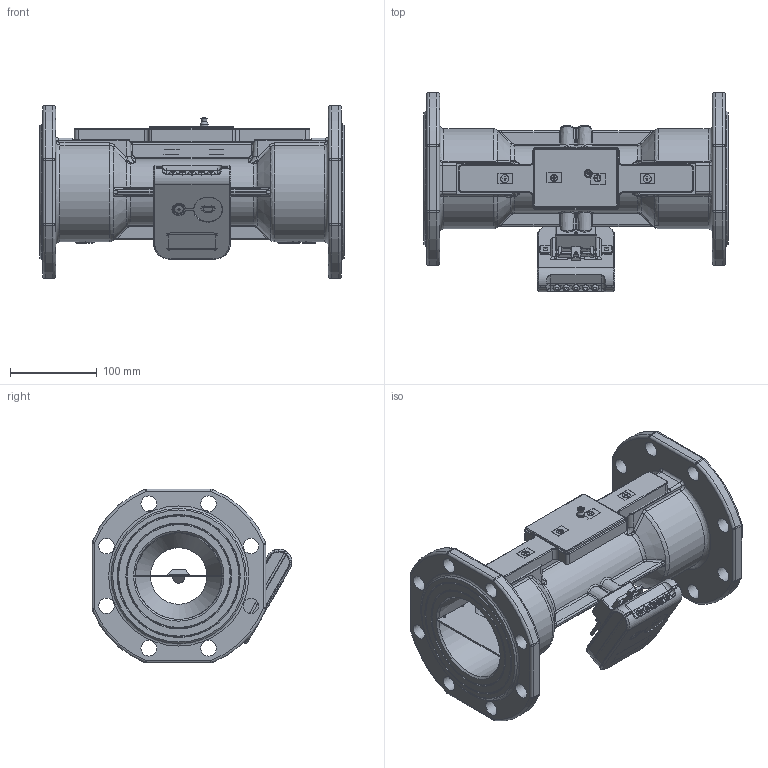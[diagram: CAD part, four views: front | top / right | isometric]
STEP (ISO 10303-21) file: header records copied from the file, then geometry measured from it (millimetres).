
FILE_DESCRIPTION((''),'2;1');
FILE_NAME('CALCOSONIC E-3; DN100.stp','2019-01-15T09:40:47',('Administrator'),(''),'Autodesk Inventor 2009','Autodesk Inventor 2009','');
FILE_SCHEMA(('AUTOMOTIVE_DESIGN { 1 0 10303 214 1 1 1 1 }'));
Length unit declared in the file: millimetre
Products named in the file (38): CALCOSONIC E-3; DN100; Laidas nuo UT-9 keitikliu_110-02; Ruožas su keitikliais L350; DN100; PN2,5-; Korpusas DN100; PN2.5; Keitiklis M2; Protektorius M2; Epoksidas-2; Keramika ; Suderinimo sluoksnis D-16_3; Elektrinis kontaktas; Kontaktas; Laidas; Kontaktinis laidas; Demferis-Ketron_dabartinis; Veržlė-2-M1; Guminis žiedas 13x1.25; Veidrodėlis štamp D100-2; Gaubtas SDU DN80-02; Dangtelis-lietas DN50-02; Ivado sandariklis-1; Garantinis lipdukas (17x12); Savisriegis paslepta g.3.5x13; Sraigtas pasl. g. M5 x 20; juodas anodavimas; Laikiklis; HEAT3_El_Blokas_be SMP; HEAT3_Base_V3.2_N11.0001.02.00; HEAT3_Holder_V3.2_N11.0001.03.00-03(Default); M12_Poverzle_DIN 125(MIN dimension); HEAT3_TOP_ASM_V3.33_N11.0001.01.00-04.SB; HEAT3_TOP_WINDOW_V3.2_N11.0001.01.03-03; HEAT3_TOP_WINDOW_V3.2_N11.0001.01.03-03_1; HEAT3_TOP_WINDOW_V3.2_N11.0001.01.03-03_2; HEAT3_TOP_WINDOW_V3.2_N11.0001.01.03-03_3; HEAT3_TOP_V3.33_N11.0001.01.01-05(Default); HEAT3_TOP_TPE_V3.33_N11.0001.01.02-04; HEAT3_TOP_TPE_V3.33_N11.0001.01.02-04_1; HEAT3_TOP_TPE_V3.33_N11.0001.01.02-04_2; HEAT3_TOP_TPE_V3.33_N11.0001.01.02-04_3
Assembly tree (51 placements, depth 5):
  CALCOSONIC E-3; DN100
    Laidas nuo UT-9 keitikliu_110-02
    Ruožas su keitikliais L350; DN100; PN2,5-
      Korpusas DN100; PN2.5
      Keitiklis M2  x2
        Protektorius M2
        Epoksidas-2
        Keramika 
        Suderinimo sluoksnis D-16_3
        Elektrinis kontaktas
          Kontaktas
          Laidas
        Kontaktinis laidas
        Demferis-Ketron_dabartinis
      Veržlė-2-M1  x2
      Guminis žiedas 13x1.25  x2
      Veidrodėlis štamp D100-2  x2
      Gaubtas SDU DN80-02
      Dangtelis-lietas DN50-02
      Ivado sandariklis-1
      Garantinis lipdukas (17x12)  x4
      Savisriegis paslepta g.3.5x13  x2
      Sraigtas pasl. g. M5 x 20; juodas anodavimas  x2
      Laikiklis
    HEAT3_El_Blokas_be SMP
      HEAT3_Base_V3.2_N11.0001.02.00
      HEAT3_Holder_V3.2_N11.0001.03.00-03(Default)
      M12_Poverzle_DIN 125(MIN dimension)
      HEAT3_TOP_ASM_V3.33_N11.0001.01.00-04.SB
        HEAT3_TOP_WINDOW_V3.2_N11.0001.01.03-03
        HEAT3_TOP_WINDOW_V3.2_N11.0001.01.03-03_1
        HEAT3_TOP_WINDOW_V3.2_N11.0001.01.03-03_2
        HEAT3_TOP_WINDOW_V3.2_N11.0001.01.03-03_3
        HEAT3_TOP_V3.33_N11.0001.01.01-05(Default)
        HEAT3_TOP_TPE_V3.33_N11.0001.01.02-04
        HEAT3_TOP_TPE_V3.33_N11.0001.01.02-04_1
        HEAT3_TOP_TPE_V3.33_N11.0001.01.02-04_2
        HEAT3_TOP_TPE_V3.33_N11.0001.01.02-04_3
    Garantinis lipdukas (17x12)  x4
Bounding box: 350 x 229.99 x 200 mm (x, y, z)
Volume: 1694801.9 mm3; surface area: 548555.7 mm2
Topology: 52 solids, 54 shells, 3752 faces, 9755 edges, 6241 vertices
Faces by surface type: plane 1902, bspline 875, cylinder 615, cone 247, torus 96, sphere 17
Full cylindrical faces by diameter (mm): 0.15 x8, 0.85 x2, 1.35 x2, 1.5 x9, 3 x1, 3.242 x2, 3.5 x2, 4 x3, 4.2 x5, 5 x6, 5.5 x4, 6 x10, 6.2 x1, 7.3 x2, 7.8 x1, 8 x7, 9 x1, 9.2 x2, 10.35 x2, 11.8 x2, 12 x5, 12.1 x2, 13 x5, 13.5 x1, 15.6 x2, 16 x2, 16.1 x2, 16.6 x1, 17 x2, 18.7 x2
Entity records: 198742 total; most frequent: CARTESIAN_POINT 116998, ORIENTED_EDGE 17475, DIRECTION 14884, EDGE_CURVE 8739, VERTEX_POINT 5682, VECTOR 5370, LINE 5370, AXIS2_PLACEMENT_3D 4757
